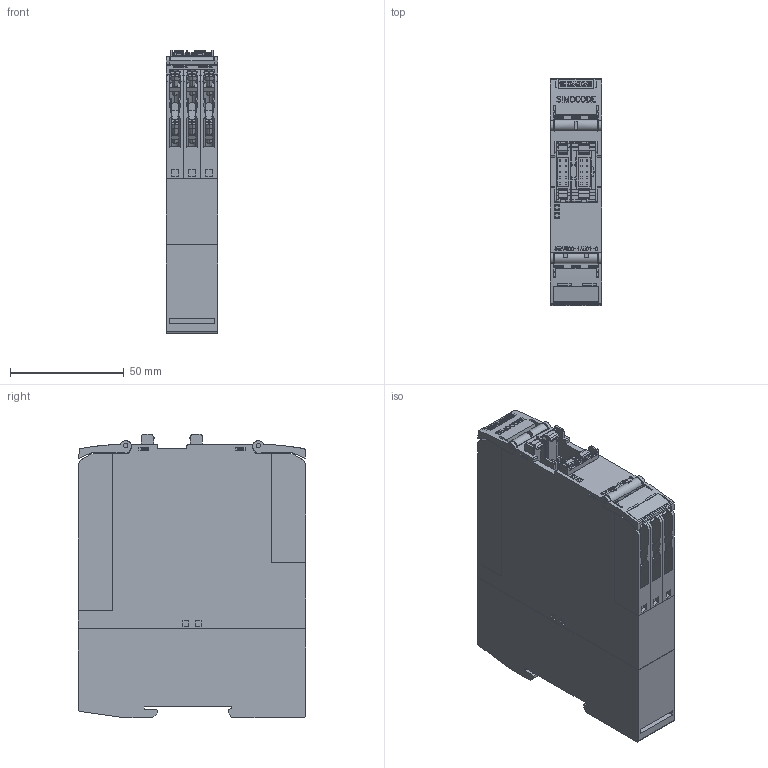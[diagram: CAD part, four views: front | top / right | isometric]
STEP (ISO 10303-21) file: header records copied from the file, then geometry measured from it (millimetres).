
FILE_DESCRIPTION(('STEP AP214'),'1');
FILE_NAME('cctmp_FC40244A-8949-4878-9B4F-2F400EFD87BA_2023_07_21_14_49_21_0204..stp','2023-07-21T12:49:24',('SIEMENS A&D'),('CADClick - www.CADClick.com'),'Spatial InterOp 3D postprocessed',' ','unknown authorization');
FILE_SCHEMA(('AUTOMOTIVE_DESIGN'));
Length unit declared in the file: millimetre
Products named in the file (1): 2023_07_21_14_49_21_0094
Bounding box: 22.5 x 100 x 124.5 mm (x, y, z)
Volume: 243810.2 mm3; surface area: 60251.6 mm2
Topology: 1 solids, 9 shells, 2888 faces, 8236 edges, 5466 vertices
Faces by surface type: plane 2385, cylinder 483, torus 16, sphere 4
Entity records: 157249 total; most frequent: CARTESIAN_POINT 17033, STYLED_ITEM 16579, PRESENTATION_STYLE_ASSIGNMENT 16579, ORIENTED_EDGE 16448, DIRECTION 15317, EDGE_CURVE 8224, CURVE_STYLE 8224, DRAUGHTING_PRE_DEFINED_CURVE_FONT 8224
